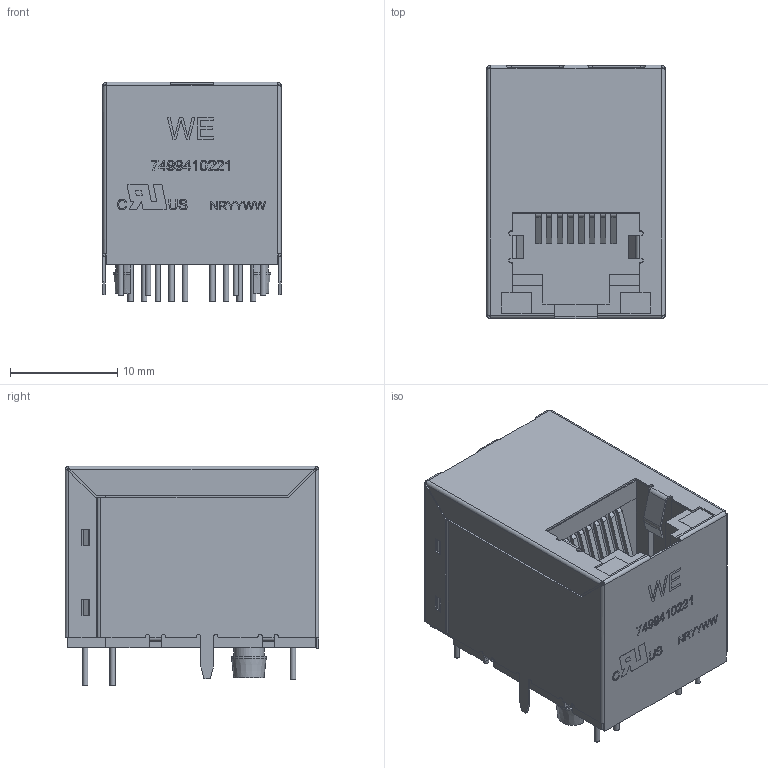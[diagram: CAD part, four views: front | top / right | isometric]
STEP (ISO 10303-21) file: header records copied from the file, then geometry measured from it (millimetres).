
FILE_DESCRIPTION(/* description */ ('Unknown'),/* implementation_level */ '2;1');
FILE_NAME(/* name */ '7499410221',/* time_stamp */ '2021-10-27T16:25:31+02:00',/* author */ ('Unknown'),/* organization */ ('Unknown'),/* preprocessor_version */ 'ST-DEVELOPER v16.7',/* originating_system */ 'Unknown',/* authorisation */ ' ');
FILE_SCHEMA (('CONFIG_CONTROL_DESIGN'));
Length unit declared in the file: millimetre
Products named in the file (6): id3; Shielding; Pins; Insulator II; LED; Insulator
Assembly tree (6 placements, depth 2):
  id3
    Shielding
    Pins
    Insulator II
    LED  x2
    Insulator
Bounding box: 16.6 x 23.6 x 20.45 mm (x, y, z)
Volume: 4163.6 mm3; surface area: 7563.5 mm2
Topology: 6 solids, 6 shells, 836 faces, 2253 edges, 1485 vertices
Faces by surface type: plane 598, cylinder 170, bspline 58, torus 8, cone 2
Full cylindrical faces by diameter (mm): 0.497 x4, 0.5 x22
Entity records: 33292 total; most frequent: CARTESIAN_POINT 7491, ORIENTED_EDGE 4372, DIRECTION 3652, EDGE_CURVE 2186, VERTEX_POINT 1460, LINE 1426, VECTOR 1426, AXIS2_PLACEMENT_3D 1113
